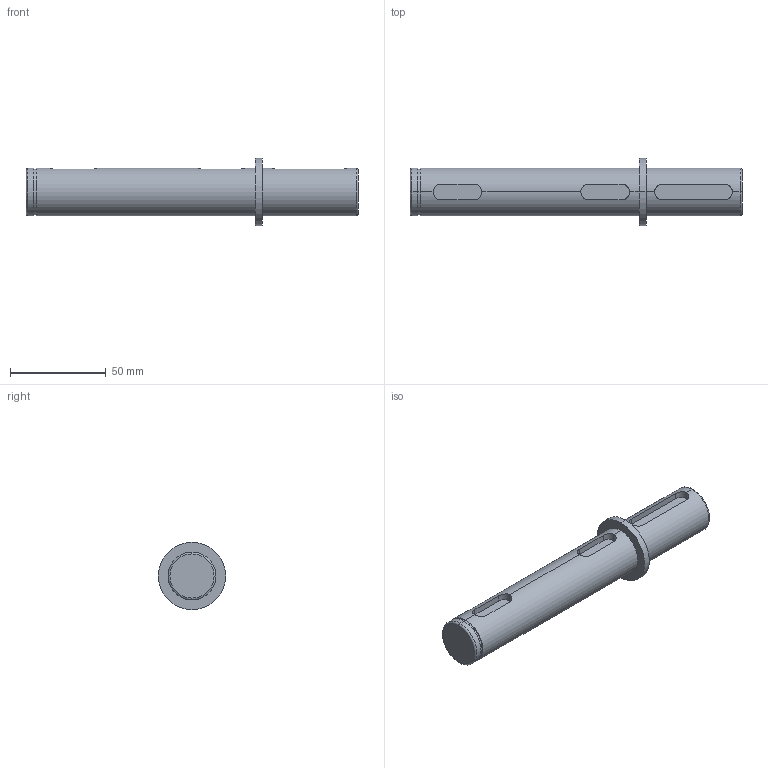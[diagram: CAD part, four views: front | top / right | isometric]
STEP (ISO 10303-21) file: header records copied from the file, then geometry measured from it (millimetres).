
FILE_DESCRIPTION (( 'STEP AP203' ), '1' );
FILE_NAME ('WGA-63M-S-IEC.step', '2024-12-18T19:36:40', ( '' ), ( '' ), 'SwSTEP 2.0', 'SolidWorks 2024', '' );
FILE_SCHEMA (( 'CONFIG_CONTROL_DESIGN' ));
Length unit declared in the file: millimetre
Products named in the file (1): WGA-63M-S-IEC
Bounding box: 173 x 35 x 35 mm (x, y, z)
Volume: 82649.2 mm3; surface area: 16906.7 mm2
Topology: 1 solids, 1 shells, 42 faces, 99 edges, 62 vertices
Faces by surface type: cylinder 21, plane 15, torus 4, cone 2
Entity records: 1455 total; most frequent: CARTESIAN_POINT 406, DIRECTION 212, ORIENTED_EDGE 194, EDGE_CURVE 97, AXIS2_PLACEMENT_3D 84, VERTEX_POINT 62, EDGE_LOOP 47, VECTOR 44
